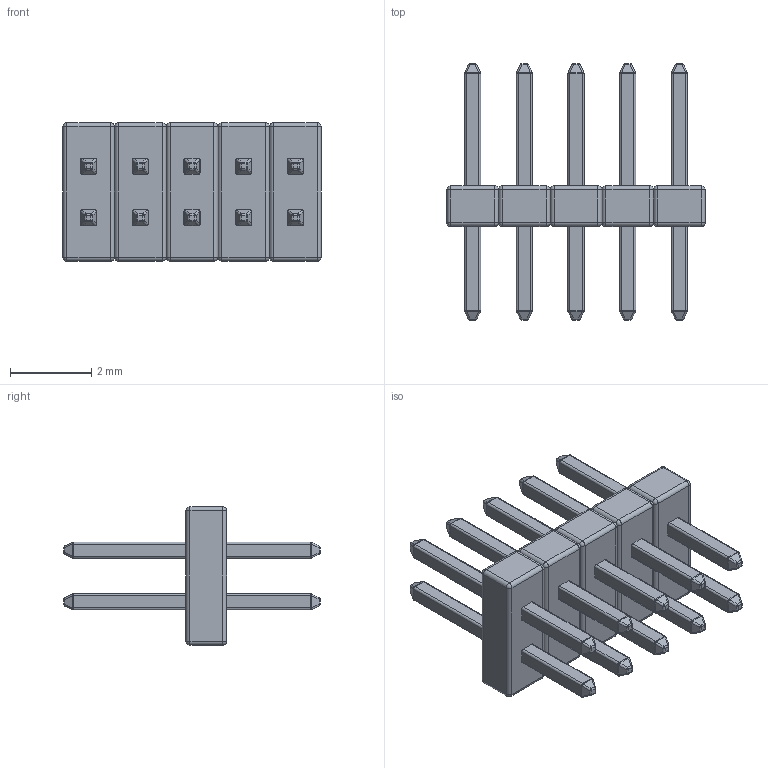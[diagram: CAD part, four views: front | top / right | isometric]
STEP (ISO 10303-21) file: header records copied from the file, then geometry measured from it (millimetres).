
FILE_DESCRIPTION (( 'STEP AP214' ), '1' );
FILE_NAME ('M50-3500542.STEP', '2021-05-05T04:54:49', ( '' ), ( '' ), 'SwSTEP 2.0', 'SolidWorks 2018', '' );
FILE_SCHEMA (( 'AUTOMOTIVE_DESIGN' ));
Length unit declared in the file: millimetre
Products named in the file (3): M50-3500542.STEP; M50-350-Pin.STEP; M50-3500542
Assembly tree (6 placements, depth 3):
  M50-3500542
    M50-3500542.STEP
      M50-350-Pin.STEP  x5
Bounding box: 6.35 x 6.3 x 3.4 mm (x, y, z)
Volume: 29.4 mm3; surface area: 161.2 mm2
Topology: 5 solids, 5 shells, 790 faces, 1720 edges, 840 vertices
Faces by surface type: cylinder 380, plane 210, sphere 200
Entity records: 5144 total; most frequent: DIRECTION 808, CARTESIAN_POINT 656, ORIENTED_EDGE 640, AXIS2_PLACEMENT_3D 320, EDGE_CURVE 320, LINE 168, VERTEX_POINT 168, VECTOR 168
